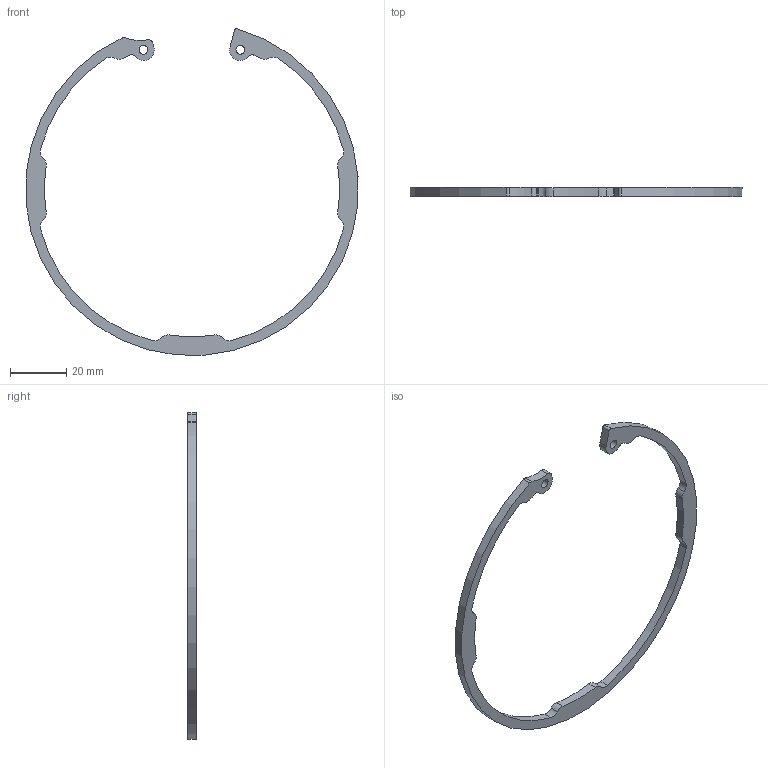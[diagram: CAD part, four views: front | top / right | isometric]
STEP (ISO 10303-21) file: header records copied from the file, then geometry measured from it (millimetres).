
FILE_DESCRIPTION(/* description */ ('RETAINING RING, INTERNAL, 4.5 ID, 302SS '),/* implementation_level */ '2;1');
FILE_NAME(/* name */ 'BD-PRT-0307-0000_RevA.stp',/* time_stamp */ '2021-01-24T09:08:36-05:00',/* author */ ('Jeremy Paulus'),/* organization */ (''),/* preprocessor_version */ 'ST-DEVELOPER v18.1',/* originating_system */ 'Autodesk Inventor 2021',/* authorisation */ '');
FILE_SCHEMA (('AUTOMOTIVE_DESIGN { 1 0 10303 214 3 1 1 }'));
Length unit declared in the file: inch
Products named in the file (1): BD-PRT-0307
Bounding box: 117.94 x 3.17 x 115.93 mm (x, y, z)
Volume: 4693.6 mm3; surface area: 5182.2 mm2
Topology: 1 solids, 1 shells, 42 faces, 124 edges, 84 vertices
Faces by surface type: cylinder 38, plane 4
Full cylindrical faces by diameter (mm): 3.175 x2
Entity records: 1520 total; most frequent: DIRECTION 290, CARTESIAN_POINT 251, ORIENTED_EDGE 248, EDGE_CURVE 124, AXIS2_PLACEMENT_3D 123, VERTEX_POINT 84, CIRCLE 80, EDGE_LOOP 46
